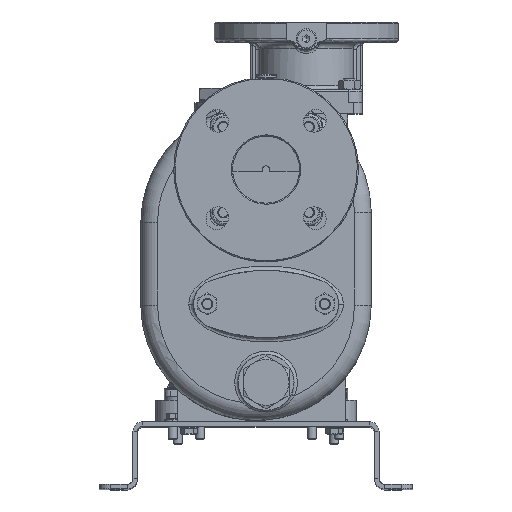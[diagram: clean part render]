
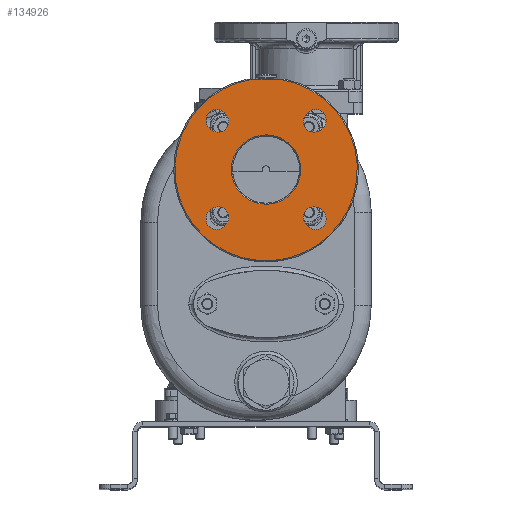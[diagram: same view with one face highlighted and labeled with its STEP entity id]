
A CAD part, top view. The second image highlights one B-rep face of the part: STEP entity #134926.
In plain terms, the highlighted planar face has unit normal (0, 0, 1).
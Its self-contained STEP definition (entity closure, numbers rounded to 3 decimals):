
#47983=CARTESIAN_POINT('',(9.,225.,148.));
#47984=DIRECTION('',(0.,0.,1.));
#47985=DIRECTION('',(-0.156,0.988,0.));
#47986=AXIS2_PLACEMENT_3D('',#47983,#47984,#47985);
#48009=DIRECTION('',(1.,0.,0.));
#48010=VECTOR('',#48009,25.456);
#48011=CARTESIAN_POINT('',(-3.728,305.5,148.));
#48012=LINE('',#48011,#48010);
#48013=CARTESIAN_POINT('',(9.,225.,148.));
#48014=DIRECTION('',(0.,0.,1.));
#48015=DIRECTION('',(0.,1.,0.));
#48016=AXIS2_PLACEMENT_3D('',#48013,#48014,#48015);
#48018=CARTESIAN_POINT('',(9.,225.,148.));
#48019=DIRECTION('',(0.,0.,1.));
#48020=DIRECTION('',(0.,-1.,0.));
#48021=AXIS2_PLACEMENT_3D('',#48018,#48019,#48020);
#48023=DIRECTION('',(0.707,0.707,0.));
#48024=VECTOR('',#48023,2.);
#48025=CARTESIAN_POINT('',(58.497,261.062,148.));
#48026=LINE('',#48025,#48024);
#48027=CARTESIAN_POINT('',(53.194,269.194,148.));
#48028=DIRECTION('',(0.,0.,1.));
#48029=DIRECTION('',(0.707,-0.707,0.));
#48030=AXIS2_PLACEMENT_3D('',#48027,#48028,#48029);
#48032=DIRECTION('',(-0.707,-0.707,0.));
#48033=VECTOR('',#48032,2.);
#48034=CARTESIAN_POINT('',(46.477,275.912,148.));
#48035=LINE('',#48034,#48033);
#48036=CARTESIAN_POINT('',(51.78,267.78,148.));
#48037=DIRECTION('',(0.,0.,1.));
#48038=DIRECTION('',(-0.707,0.707,0.));
#48039=AXIS2_PLACEMENT_3D('',#48036,#48037,#48038);
#48041=DIRECTION('',(-0.707,0.707,0.));
#48042=VECTOR('',#48041,2.);
#48043=CARTESIAN_POINT('',(-27.062,274.497,148.));
#48044=LINE('',#48043,#48042);
#48045=CARTESIAN_POINT('',(-35.194,269.194,148.));
#48046=DIRECTION('',(0.,0.,1.));
#48047=DIRECTION('',(0.707,0.707,0.));
#48048=AXIS2_PLACEMENT_3D('',#48045,#48046,#48047);
#48050=DIRECTION('',(0.707,-0.707,0.));
#48051=VECTOR('',#48050,2.);
#48052=CARTESIAN_POINT('',(-41.912,262.477,148.));
#48053=LINE('',#48052,#48051);
#48054=CARTESIAN_POINT('',(-33.78,267.78,148.));
#48055=DIRECTION('',(0.,0.,1.));
#48056=DIRECTION('',(-0.707,-0.707,0.));
#48057=AXIS2_PLACEMENT_3D('',#48054,#48055,#48056);
#48059=DIRECTION('',(-0.707,-0.707,0.));
#48060=VECTOR('',#48059,2.);
#48061=CARTESIAN_POINT('',(-40.497,188.938,148.));
#48062=LINE('',#48061,#48060);
#48063=CARTESIAN_POINT('',(-35.194,180.806,148.));
#48064=DIRECTION('',(0.,0.,1.));
#48065=DIRECTION('',(-0.707,0.707,0.));
#48066=AXIS2_PLACEMENT_3D('',#48063,#48064,#48065);
#48068=DIRECTION('',(0.707,0.707,0.));
#48069=VECTOR('',#48068,2.);
#48070=CARTESIAN_POINT('',(-28.477,174.088,148.));
#48071=LINE('',#48070,#48069);
#48072=CARTESIAN_POINT('',(-33.78,182.22,148.));
#48073=DIRECTION('',(0.,0.,1.));
#48074=DIRECTION('',(0.707,-0.707,0.));
#48075=AXIS2_PLACEMENT_3D('',#48072,#48073,#48074);
#48077=DIRECTION('',(0.707,-0.707,0.));
#48078=VECTOR('',#48077,2.);
#48079=CARTESIAN_POINT('',(45.062,175.503,148.));
#48080=LINE('',#48079,#48078);
#48081=CARTESIAN_POINT('',(53.194,180.806,148.));
#48082=DIRECTION('',(0.,0.,1.));
#48083=DIRECTION('',(-0.707,-0.707,0.));
#48084=AXIS2_PLACEMENT_3D('',#48081,#48082,#48083);
#48086=DIRECTION('',(-0.707,0.707,0.));
#48087=VECTOR('',#48086,2.);
#48088=CARTESIAN_POINT('',(59.912,187.523,148.));
#48089=LINE('',#48088,#48087);
#48090=CARTESIAN_POINT('',(51.78,182.22,148.));
#48091=DIRECTION('',(0.,0.,1.));
#48092=DIRECTION('',(0.707,0.707,0.));
#48093=AXIS2_PLACEMENT_3D('',#48090,#48091,#48092);
#80039=CARTESIAN_POINT('',(58.497,261.062,148.));
#80040=CARTESIAN_POINT('',(59.912,262.477,148.));
#80041=VERTEX_POINT('',#80039);
#80042=VERTEX_POINT('',#80040);
#80043=CARTESIAN_POINT('',(46.477,275.912,148.));
#80044=VERTEX_POINT('',#80043);
#80045=CARTESIAN_POINT('',(45.062,274.497,148.));
#80046=VERTEX_POINT('',#80045);
#80055=CARTESIAN_POINT('',(-27.062,274.497,148.));
#80056=CARTESIAN_POINT('',(-28.477,275.912,148.));
#80057=VERTEX_POINT('',#80055);
#80058=VERTEX_POINT('',#80056);
#80059=CARTESIAN_POINT('',(-41.912,262.477,148.));
#80060=VERTEX_POINT('',#80059);
#80061=CARTESIAN_POINT('',(-40.497,261.062,148.));
#80062=VERTEX_POINT('',#80061);
#80071=CARTESIAN_POINT('',(-40.497,188.938,148.));
#80072=CARTESIAN_POINT('',(-41.912,187.523,148.));
#80073=VERTEX_POINT('',#80071);
#80074=VERTEX_POINT('',#80072);
#80075=CARTESIAN_POINT('',(-28.477,174.088,148.));
#80076=VERTEX_POINT('',#80075);
#80077=CARTESIAN_POINT('',(-27.062,175.503,148.));
#80078=VERTEX_POINT('',#80077);
#80087=CARTESIAN_POINT('',(45.062,175.503,148.));
#80088=CARTESIAN_POINT('',(46.477,174.088,148.));
#80089=VERTEX_POINT('',#80087);
#80090=VERTEX_POINT('',#80088);
#80091=CARTESIAN_POINT('',(59.912,187.523,148.));
#80092=VERTEX_POINT('',#80091);
#80093=CARTESIAN_POINT('',(58.497,188.938,148.));
#80094=VERTEX_POINT('',#80093);
#80103=CARTESIAN_POINT('',(-3.728,305.5,148.));
#80104=CARTESIAN_POINT('',(21.728,305.5,148.));
#80105=VERTEX_POINT('',#80103);
#80106=VERTEX_POINT('',#80104);
#80287=CARTESIAN_POINT('',(9.,256.,148.));
#80288=CARTESIAN_POINT('',(9.,194.,148.));
#80289=VERTEX_POINT('',#80287);
#80290=VERTEX_POINT('',#80288);
#134871=CARTESIAN_POINT('',(9.,225.,148.));
#134872=DIRECTION('',(0.,0.,1.));
#134873=DIRECTION('',(0.,-1.,0.));
#134874=AXIS2_PLACEMENT_3D('',#134871,#134872,#134873);
#134875=PLANE('',#134874);
#134876=ORIENTED_EDGE('',*,*,#134846,.T.);
#134877=ORIENTED_EDGE('',*,*,#134862,.F.);
#134878=EDGE_LOOP('',(#134876,#134877));
#134879=FACE_OUTER_BOUND('',#134878,.F.);
#134881=ORIENTED_EDGE('',*,*,#134880,.T.);
#134883=ORIENTED_EDGE('',*,*,#134882,.T.);
#134884=EDGE_LOOP('',(#134881,#134883));
#134885=FACE_BOUND('',#134884,.F.);
#134887=ORIENTED_EDGE('',*,*,#134886,.T.);
#134889=ORIENTED_EDGE('',*,*,#134888,.T.);
#134891=ORIENTED_EDGE('',*,*,#134890,.T.);
#134893=ORIENTED_EDGE('',*,*,#134892,.T.);
#134894=EDGE_LOOP('',(#134887,#134889,#134891,#134893));
#134895=FACE_BOUND('',#134894,.F.);
#134897=ORIENTED_EDGE('',*,*,#134896,.T.);
#134899=ORIENTED_EDGE('',*,*,#134898,.T.);
#134901=ORIENTED_EDGE('',*,*,#134900,.T.);
#134903=ORIENTED_EDGE('',*,*,#134902,.T.);
#134904=EDGE_LOOP('',(#134897,#134899,#134901,#134903));
#134905=FACE_BOUND('',#134904,.F.);
#134907=ORIENTED_EDGE('',*,*,#134906,.T.);
#134909=ORIENTED_EDGE('',*,*,#134908,.T.);
#134911=ORIENTED_EDGE('',*,*,#134910,.T.);
#134913=ORIENTED_EDGE('',*,*,#134912,.T.);
#134914=EDGE_LOOP('',(#134907,#134909,#134911,#134913));
#134915=FACE_BOUND('',#134914,.F.);
#134917=ORIENTED_EDGE('',*,*,#134916,.T.);
#134919=ORIENTED_EDGE('',*,*,#134918,.T.);
#134921=ORIENTED_EDGE('',*,*,#134920,.T.);
#134923=ORIENTED_EDGE('',*,*,#134922,.T.);
#134924=EDGE_LOOP('',(#134917,#134919,#134921,#134923));
#134925=FACE_BOUND('',#134924,.F.);
#134926=ADVANCED_FACE('',(#134879,#134885,#134895,#134905,#134915,#134925),
#134875,.T.);
#47987=CIRCLE('',#47986,81.5);
#48017=CIRCLE('',#48016,31.);
#48022=CIRCLE('',#48021,31.);
#48031=CIRCLE('',#48030,9.5);
#48040=CIRCLE('',#48039,9.5);
#48049=CIRCLE('',#48048,9.5);
#48058=CIRCLE('',#48057,9.5);
#48067=CIRCLE('',#48066,9.5);
#48076=CIRCLE('',#48075,9.5);
#48085=CIRCLE('',#48084,9.5);
#48094=CIRCLE('',#48093,9.5);
#134846=EDGE_CURVE('',#80105,#80106,#48012,.T.);
#134862=EDGE_CURVE('',#80105,#80106,#47987,.T.);
#134880=EDGE_CURVE('',#80289,#80290,#48017,.T.);
#134882=EDGE_CURVE('',#80290,#80289,#48022,.T.);
#134886=EDGE_CURVE('',#80041,#80042,#48026,.T.);
#134888=EDGE_CURVE('',#80042,#80044,#48031,.T.);
#134890=EDGE_CURVE('',#80044,#80046,#48035,.T.);
#134892=EDGE_CURVE('',#80046,#80041,#48040,.T.);
#134896=EDGE_CURVE('',#80057,#80058,#48044,.T.);
#134898=EDGE_CURVE('',#80058,#80060,#48049,.T.);
#134900=EDGE_CURVE('',#80060,#80062,#48053,.T.);
#134902=EDGE_CURVE('',#80062,#80057,#48058,.T.);
#134906=EDGE_CURVE('',#80073,#80074,#48062,.T.);
#134908=EDGE_CURVE('',#80074,#80076,#48067,.T.);
#134910=EDGE_CURVE('',#80076,#80078,#48071,.T.);
#134912=EDGE_CURVE('',#80078,#80073,#48076,.T.);
#134916=EDGE_CURVE('',#80089,#80090,#48080,.T.);
#134918=EDGE_CURVE('',#80090,#80092,#48085,.T.);
#134920=EDGE_CURVE('',#80092,#80094,#48089,.T.);
#134922=EDGE_CURVE('',#80094,#80089,#48094,.T.);
